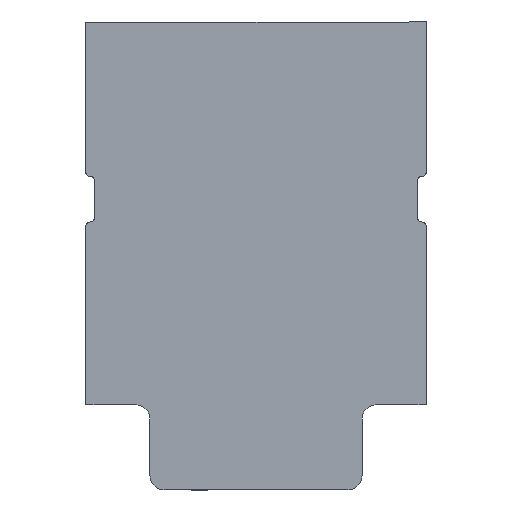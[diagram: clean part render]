
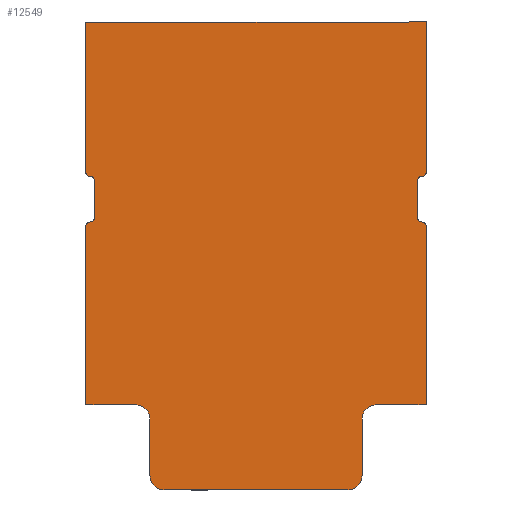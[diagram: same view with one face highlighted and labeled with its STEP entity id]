
A CAD part, top view. The second image highlights one B-rep face of the part: STEP entity #12549.
In plain terms, the highlighted planar face has unit normal (0, 0, 1).
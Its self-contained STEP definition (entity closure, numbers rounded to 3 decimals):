
#625=CIRCLE('',#13543,0.148);
#626=CIRCLE('',#13545,0.148);
#627=CIRCLE('',#13548,0.148);
#628=CIRCLE('',#13550,0.148);
#629=CIRCLE('',#13554,0.5);
#630=CIRCLE('',#13557,0.5);
#631=CIRCLE('',#13560,0.5);
#632=CIRCLE('',#13563,0.5);
#633=CIRCLE('',#13567,0.148);
#634=CIRCLE('',#13569,0.148);
#635=CIRCLE('',#13572,0.148);
#636=CIRCLE('',#13574,0.148);
#3896=ORIENTED_EDGE('',*,*,#5934,.T.);
#3897=ORIENTED_EDGE('',*,*,#5937,.T.);
#3898=ORIENTED_EDGE('',*,*,#5939,.T.);
#3899=ORIENTED_EDGE('',*,*,#5941,.T.);
#3900=ORIENTED_EDGE('',*,*,#5943,.T.);
#3901=ORIENTED_EDGE('',*,*,#5945,.T.);
#3902=ORIENTED_EDGE('',*,*,#5947,.T.);
#3903=ORIENTED_EDGE('',*,*,#5949,.T.);
#3904=ORIENTED_EDGE('',*,*,#5951,.T.);
#3905=ORIENTED_EDGE('',*,*,#5953,.T.);
#3906=ORIENTED_EDGE('',*,*,#5955,.T.);
#3907=ORIENTED_EDGE('',*,*,#5957,.T.);
#3908=ORIENTED_EDGE('',*,*,#5959,.T.);
#3909=ORIENTED_EDGE('',*,*,#5965,.T.);
#3910=ORIENTED_EDGE('',*,*,#5966,.T.);
#3911=ORIENTED_EDGE('',*,*,#5968,.T.);
#3912=ORIENTED_EDGE('',*,*,#5970,.T.);
#3913=ORIENTED_EDGE('',*,*,#5972,.T.);
#3914=ORIENTED_EDGE('',*,*,#5974,.T.);
#3915=ORIENTED_EDGE('',*,*,#5976,.T.);
#3916=ORIENTED_EDGE('',*,*,#5978,.T.);
#3917=ORIENTED_EDGE('',*,*,#5980,.T.);
#3918=ORIENTED_EDGE('',*,*,#5982,.T.);
#3919=ORIENTED_EDGE('',*,*,#5984,.T.);
#5934=EDGE_CURVE('',#7176,#7177,#8573,.T.);
#5937=EDGE_CURVE('',#7177,#7178,#8576,.T.);
#5939=EDGE_CURVE('',#7178,#7179,#8578,.T.);
#5941=EDGE_CURVE('',#7179,#7180,#625,.T.);
#5943=EDGE_CURVE('',#7180,#7181,#626,.T.);
#5945=EDGE_CURVE('',#7181,#7182,#8582,.T.);
#5947=EDGE_CURVE('',#7182,#7183,#627,.T.);
#5949=EDGE_CURVE('',#7183,#7184,#628,.T.);
#5951=EDGE_CURVE('',#7184,#7185,#8586,.T.);
#5953=EDGE_CURVE('',#7185,#7186,#8588,.T.);
#5955=EDGE_CURVE('',#7186,#7187,#629,.T.);
#5957=EDGE_CURVE('',#7187,#7188,#8591,.T.);
#5959=EDGE_CURVE('',#7188,#7189,#630,.T.);
#5965=EDGE_CURVE('',#7189,#7192,#8598,.T.);
#5966=EDGE_CURVE('',#7192,#7193,#631,.T.);
#5968=EDGE_CURVE('',#7193,#7194,#8600,.T.);
#5970=EDGE_CURVE('',#7194,#7195,#632,.T.);
#5972=EDGE_CURVE('',#7195,#7196,#8603,.T.);
#5974=EDGE_CURVE('',#7196,#7197,#8605,.T.);
#5976=EDGE_CURVE('',#7197,#7198,#633,.T.);
#5978=EDGE_CURVE('',#7198,#7199,#634,.T.);
#5980=EDGE_CURVE('',#7199,#7200,#8609,.T.);
#5982=EDGE_CURVE('',#7200,#7201,#635,.T.);
#5984=EDGE_CURVE('',#7201,#7176,#636,.T.);
#7176=VERTEX_POINT('',#20770);
#7177=VERTEX_POINT('',#20771);
#7178=VERTEX_POINT('',#20776);
#7179=VERTEX_POINT('',#20780);
#7180=VERTEX_POINT('',#20784);
#7181=VERTEX_POINT('',#20788);
#7182=VERTEX_POINT('',#20792);
#7183=VERTEX_POINT('',#20796);
#7184=VERTEX_POINT('',#20800);
#7185=VERTEX_POINT('',#20804);
#7186=VERTEX_POINT('',#20808);
#7187=VERTEX_POINT('',#20812);
#7188=VERTEX_POINT('',#20816);
#7189=VERTEX_POINT('',#20820);
#7192=VERTEX_POINT('',#20829);
#7193=VERTEX_POINT('',#20833);
#7194=VERTEX_POINT('',#20837);
#7195=VERTEX_POINT('',#20841);
#7196=VERTEX_POINT('',#20845);
#7197=VERTEX_POINT('',#20849);
#7198=VERTEX_POINT('',#20853);
#7199=VERTEX_POINT('',#20857);
#7200=VERTEX_POINT('',#20861);
#7201=VERTEX_POINT('',#20865);
#8573=LINE('',#20769,#10017);
#8576=LINE('',#20775,#10020);
#8578=LINE('',#20779,#10022);
#8582=LINE('',#20791,#10026);
#8586=LINE('',#20803,#10030);
#8588=LINE('',#20807,#10032);
#8591=LINE('',#20815,#10035);
#8598=LINE('',#20830,#10042);
#8600=LINE('',#20836,#10044);
#8603=LINE('',#20844,#10047);
#8605=LINE('',#20848,#10049);
#8609=LINE('',#20860,#10053);
#10017=VECTOR('',#16690,1000.);
#10020=VECTOR('',#16695,1000.);
#10022=VECTOR('',#16699,1000.);
#10026=VECTOR('',#16713,1000.);
#10030=VECTOR('',#16727,1000.);
#10032=VECTOR('',#16731,1000.);
#10035=VECTOR('',#16740,1000.);
#10042=VECTOR('',#16753,1000.);
#10044=VECTOR('',#16761,1000.);
#10047=VECTOR('',#16770,1000.);
#10049=VECTOR('',#16774,1000.);
#10053=VECTOR('',#16788,1000.);
#10769=EDGE_LOOP('',(#3896,#3897,#3898,#3899,#3900,#3901,#3902,#3903,#3904,
#3905,#3906,#3907,#3908,#3909,#3910,#3911,#3912,#3913,#3914,#3915,#3916,
#3917,#3918,#3919));
#11437=FACE_BOUND('',#10769,.T.);
#11899=PLANE('',#13575);
#12549=ADVANCED_FACE('',(#11437),#11899,.T.);
#13543=AXIS2_PLACEMENT_3D('',#20783,#16703,#16704);
#13545=AXIS2_PLACEMENT_3D('',#20787,#16708,#16709);
#13548=AXIS2_PLACEMENT_3D('',#20795,#16717,#16718);
#13550=AXIS2_PLACEMENT_3D('',#20799,#16722,#16723);
#13554=AXIS2_PLACEMENT_3D('',#20811,#16735,#16736);
#13557=AXIS2_PLACEMENT_3D('',#20819,#16744,#16745);
#13560=AXIS2_PLACEMENT_3D('',#20832,#16756,#16757);
#13563=AXIS2_PLACEMENT_3D('',#20840,#16765,#16766);
#13567=AXIS2_PLACEMENT_3D('',#20852,#16778,#16779);
#13569=AXIS2_PLACEMENT_3D('',#20856,#16783,#16784);
#13572=AXIS2_PLACEMENT_3D('',#20864,#16792,#16793);
#13574=AXIS2_PLACEMENT_3D('',#20868,#16797,#16798);
#13575=AXIS2_PLACEMENT_3D('',#20869,#16799,#16800);
#16690=DIRECTION('',(0.,1.,0.));
#16695=DIRECTION('',(-1.,0.,0.));
#16699=DIRECTION('',(0.,-1.,0.));
#16703=DIRECTION('',(0.,0.,1.));
#16704=DIRECTION('',(1.,0.,0.));
#16708=DIRECTION('',(0.,0.,-1.));
#16709=DIRECTION('',(-1.,0.,0.));
#16713=DIRECTION('',(0.,-1.,0.));
#16717=DIRECTION('',(0.,0.,-1.));
#16718=DIRECTION('',(-1.,0.,0.));
#16722=DIRECTION('',(0.,0.,1.));
#16723=DIRECTION('',(1.,0.,0.));
#16727=DIRECTION('',(0.,-1.,0.));
#16731=DIRECTION('',(1.,0.,0.));
#16735=DIRECTION('',(0.,0.,-1.));
#16736=DIRECTION('',(-1.,0.,0.));
#16740=DIRECTION('',(0.,-1.,0.));
#16744=DIRECTION('',(0.,0.,1.));
#16745=DIRECTION('',(1.,0.,0.));
#16753=DIRECTION('',(1.,0.,0.));
#16756=DIRECTION('',(0.,0.,1.));
#16757=DIRECTION('',(-1.,0.,0.));
#16761=DIRECTION('',(0.,1.,0.));
#16765=DIRECTION('',(0.,0.,-1.));
#16766=DIRECTION('',(1.,0.,0.));
#16770=DIRECTION('',(1.,0.,0.));
#16774=DIRECTION('',(0.,1.,0.));
#16778=DIRECTION('',(0.,0.,1.));
#16779=DIRECTION('',(1.,0.,0.));
#16783=DIRECTION('',(0.,0.,-1.));
#16784=DIRECTION('',(1.,0.,0.));
#16788=DIRECTION('',(0.,1.,0.));
#16792=DIRECTION('',(0.,0.,-1.));
#16793=DIRECTION('',(1.,0.,0.));
#16797=DIRECTION('',(0.,0.,1.));
#16798=DIRECTION('',(-1.,0.,0.));
#16799=DIRECTION('',(0.,0.,1.));
#16800=DIRECTION('',(1.,0.,0.));
#20769=CARTESIAN_POINT('',(6.,0.95,0.));
#20770=CARTESIAN_POINT('',(6.,0.95,0.));
#20771=CARTESIAN_POINT('',(6.,6.25,0.));
#20775=CARTESIAN_POINT('',(6.,6.25,0.));
#20776=CARTESIAN_POINT('',(-6.,6.25,0.));
#20779=CARTESIAN_POINT('',(-6.,6.25,0.));
#20780=CARTESIAN_POINT('',(-6.,0.95,0.));
#20783=CARTESIAN_POINT('',(-5.852,0.95,0.));
#20784=CARTESIAN_POINT('',(-5.85,0.802,0.));
#20787=CARTESIAN_POINT('',(-5.848,0.655,0.));
#20788=CARTESIAN_POINT('',(-5.7,0.655,0.));
#20791=CARTESIAN_POINT('',(-5.7,-0.655,0.));
#20792=CARTESIAN_POINT('',(-5.7,-0.655,0.));
#20795=CARTESIAN_POINT('',(-5.848,-0.655,0.));
#20796=CARTESIAN_POINT('',(-5.85,-0.802,0.));
#20799=CARTESIAN_POINT('',(-5.852,-0.95,0.));
#20800=CARTESIAN_POINT('',(-6.,-0.95,0.));
#20803=CARTESIAN_POINT('',(-6.,-0.95,0.));
#20804=CARTESIAN_POINT('',(-6.,-7.25,0.));
#20807=CARTESIAN_POINT('',(-6.,-7.25,0.));
#20808=CARTESIAN_POINT('',(-4.24,-7.25,0.));
#20811=CARTESIAN_POINT('',(-4.24,-7.75,0.));
#20812=CARTESIAN_POINT('',(-3.74,-7.75,0.));
#20815=CARTESIAN_POINT('',(-3.74,-7.75,0.));
#20816=CARTESIAN_POINT('',(-3.74,-9.75,0.));
#20819=CARTESIAN_POINT('',(-3.24,-9.75,0.));
#20820=CARTESIAN_POINT('',(-3.24,-10.25,0.));
#20829=CARTESIAN_POINT('',(3.24,-10.25,0.));
#20830=CARTESIAN_POINT('',(-3.24,-10.25,0.));
#20832=CARTESIAN_POINT('',(3.24,-9.75,0.));
#20833=CARTESIAN_POINT('',(3.74,-9.75,0.));
#20836=CARTESIAN_POINT('',(3.74,-7.75,0.));
#20837=CARTESIAN_POINT('',(3.74,-7.75,0.));
#20840=CARTESIAN_POINT('',(4.24,-7.75,0.));
#20841=CARTESIAN_POINT('',(4.24,-7.25,0.));
#20844=CARTESIAN_POINT('',(6.,-7.25,0.));
#20845=CARTESIAN_POINT('',(6.,-7.25,0.));
#20848=CARTESIAN_POINT('',(6.,-7.25,0.));
#20849=CARTESIAN_POINT('',(6.,-0.95,0.));
#20852=CARTESIAN_POINT('',(5.852,-0.95,0.));
#20853=CARTESIAN_POINT('',(5.85,-0.802,0.));
#20856=CARTESIAN_POINT('',(5.848,-0.655,0.));
#20857=CARTESIAN_POINT('',(5.7,-0.655,0.));
#20860=CARTESIAN_POINT('',(5.7,-0.655,0.));
#20861=CARTESIAN_POINT('',(5.7,0.655,0.));
#20864=CARTESIAN_POINT('',(5.848,0.655,0.));
#20865=CARTESIAN_POINT('',(5.85,0.802,0.));
#20868=CARTESIAN_POINT('',(5.852,0.95,0.));
#20869=CARTESIAN_POINT('',(-5.852,0.95,0.));
